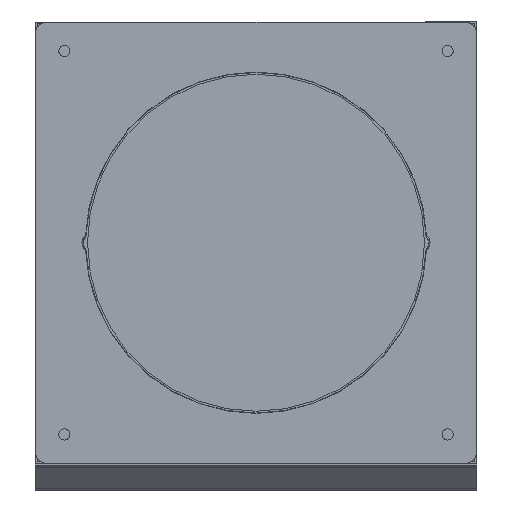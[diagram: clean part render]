
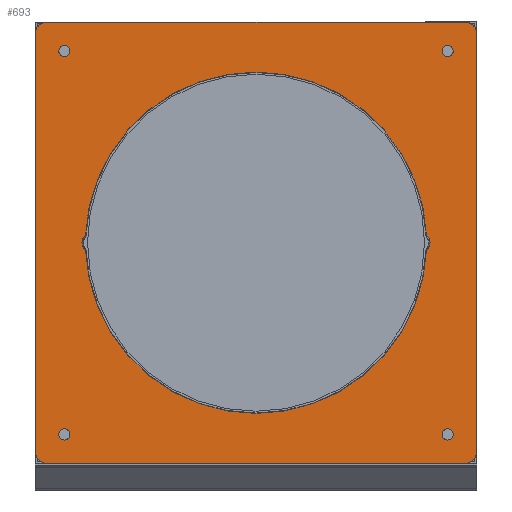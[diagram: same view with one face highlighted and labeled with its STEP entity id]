
A CAD part, left-side view. The second image highlights one B-rep face of the part: STEP entity #693.
In plain terms, the highlighted planar face has unit normal (-1, 0, 0).
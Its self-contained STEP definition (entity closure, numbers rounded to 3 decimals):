
#693=ADVANCED_FACE('',(#1160,#1161,#1162,#1163,#1164,#1165),#1166,.F.);
#1160=FACE_BOUND('',#1628,.T.);
#1161=FACE_BOUND('',#1629,.T.);
#1162=FACE_BOUND('',#1630,.T.);
#1163=FACE_BOUND('',#1631,.T.);
#1164=FACE_OUTER_BOUND('',#1632,.T.);
#1165=FACE_BOUND('',#1633,.T.);
#1166=PLANE('',#1634);
#1628=EDGE_LOOP('',(#3314,#3315,#3316,#3317,#3318,#3319));
#1629=EDGE_LOOP('',(#3320,#3321));
#1630=EDGE_LOOP('',(#3322,#3323));
#1631=EDGE_LOOP('',(#3324,#3325));
#1632=EDGE_LOOP('',(#3326,#3327,#3328,#3329,#3330,#3331,#3332,#3333));
#1633=EDGE_LOOP('',(#3334,#3335));
#1634=AXIS2_PLACEMENT_3D('',#3336,#3337,#3338);
#3314=ORIENTED_EDGE('',*,*,#3953,.T.);
#3315=ORIENTED_EDGE('',*,*,#3972,.T.);
#3316=ORIENTED_EDGE('',*,*,#3907,.T.);
#3317=ORIENTED_EDGE('',*,*,#3990,.F.);
#3318=ORIENTED_EDGE('',*,*,#3931,.F.);
#3319=ORIENTED_EDGE('',*,*,#3920,.F.);
#3320=ORIENTED_EDGE('',*,*,#3925,.T.);
#3321=ORIENTED_EDGE('',*,*,#3922,.T.);
#3322=ORIENTED_EDGE('',*,*,#3943,.F.);
#3323=ORIENTED_EDGE('',*,*,#3941,.F.);
#3324=ORIENTED_EDGE('',*,*,#3959,.F.);
#3325=ORIENTED_EDGE('',*,*,#3957,.F.);
#3326=ORIENTED_EDGE('',*,*,#3965,.T.);
#3327=ORIENTED_EDGE('',*,*,#3928,.F.);
#3328=ORIENTED_EDGE('',*,*,#3937,.T.);
#3329=ORIENTED_EDGE('',*,*,#3946,.T.);
#3330=ORIENTED_EDGE('',*,*,#3991,.T.);
#3331=ORIENTED_EDGE('',*,*,#3992,.F.);
#3332=ORIENTED_EDGE('',*,*,#3975,.F.);
#3333=ORIENTED_EDGE('',*,*,#3963,.T.);
#3334=ORIENTED_EDGE('',*,*,#3993,.T.);
#3335=ORIENTED_EDGE('',*,*,#3994,.T.);
#3336=CARTESIAN_POINT('',(-2.0,0.0,0.0));
#3337=DIRECTION('',(1.0,0.0,0.0));
#3338=DIRECTION('',(0.0,0.0,-1.0));
#3907=EDGE_CURVE('',#4773,#4779,#4781,.F.);
#3920=EDGE_CURVE('',#4805,#4799,#4807,.F.);
#3922=EDGE_CURVE('',#4811,#4809,#4812,.T.);
#3925=EDGE_CURVE('',#4809,#4811,#4816,.T.);
#3928=EDGE_CURVE('',#4819,#4821,#4822,.T.);
#3931=EDGE_CURVE('',#4799,#4826,#4827,.F.);
#3937=EDGE_CURVE('',#4819,#4835,#4837,.T.);
#3941=EDGE_CURVE('',#4843,#4839,#4845,.T.);
#3943=EDGE_CURVE('',#4839,#4843,#4847,.T.);
#3946=EDGE_CURVE('',#4835,#4850,#4852,.T.);
#3953=EDGE_CURVE('',#4805,#4860,#4862,.T.);
#3957=EDGE_CURVE('',#4868,#4864,#4870,.T.);
#3959=EDGE_CURVE('',#4864,#4868,#4872,.T.);
#3963=EDGE_CURVE('',#4874,#4878,#4880,.T.);
#3965=EDGE_CURVE('',#4878,#4821,#4882,.T.);
#3972=EDGE_CURVE('',#4860,#4773,#4889,.F.);
#3975=EDGE_CURVE('',#4874,#4893,#4894,.T.);
#3990=EDGE_CURVE('',#4826,#4779,#4917,.T.);
#3991=EDGE_CURVE('',#4850,#4918,#4919,.T.);
#3992=EDGE_CURVE('',#4893,#4918,#4920,.T.);
#3993=EDGE_CURVE('',#4921,#4922,#4923,.T.);
#3994=EDGE_CURVE('',#4922,#4921,#4924,.T.);
#4773=VERTEX_POINT('',#6193);
#4779=VERTEX_POINT('',#6260);
#4781=CIRCLE('',#6265,73.45);
#4799=VERTEX_POINT('',#6287);
#4805=VERTEX_POINT('',#6354);
#4807=CIRCLE('',#6359,73.45);
#4809=VERTEX_POINT('',#6361);
#4811=VERTEX_POINT('',#6364);
#4812=CIRCLE('',#6365,2.4);
#4816=CIRCLE('',#6370,2.4);
#4819=VERTEX_POINT('',#6373);
#4821=VERTEX_POINT('',#6376);
#4822=CIRCLE('',#6377,5.0);
#4826=VERTEX_POINT('',#6382);
#4827=CIRCLE('',#6383,73.45);
#4835=VERTEX_POINT('',#6455);
#4837=LINE('',#6458,#6459);
#4839=VERTEX_POINT('',#6461);
#4843=VERTEX_POINT('',#6466);
#4845=CIRCLE('',#6469,2.4);
#4847=CIRCLE('',#6471,2.4);
#4850=VERTEX_POINT('',#6474);
#4852=CIRCLE('',#6477,5.0);
#4860=VERTEX_POINT('',#6545);
#4862=ELLIPSE('',#6550,4.,4.);
#4864=VERTEX_POINT('',#6552);
#4868=VERTEX_POINT('',#6557);
#4870=CIRCLE('',#6560,2.4);
#4872=CIRCLE('',#6562,2.4);
#4874=VERTEX_POINT('',#6564);
#4878=VERTEX_POINT('',#6569);
#4880=CIRCLE('',#6572,5.0);
#4882=LINE('',#6575,#6576);
#4889=CIRCLE('',#6583,73.45);
#4893=VERTEX_POINT('',#6588);
#4894=LINE('',#6589,#6590);
#4917=ELLIPSE('',#6739,4.,4.);
#4918=VERTEX_POINT('',#6740);
#4919=LINE('',#6741,#6742);
#4920=CIRCLE('',#6743,5.0);
#4921=VERTEX_POINT('',#6744);
#4922=VERTEX_POINT('',#6745);
#4923=CIRCLE('',#6746,2.4);
#4924=CIRCLE('',#6747,2.4);
#6193=CARTESIAN_POINT('',(-2.0,73.45,0.));
#6260=CARTESIAN_POINT('',(-2.0,3.136,73.383));
#6265=AXIS2_PLACEMENT_3D('',#7572,#7573,#7574);
#6287=CARTESIAN_POINT('',(-2.,-73.45,0.));
#6354=CARTESIAN_POINT('',(-2.,-3.136,-73.383));
#6359=AXIS2_PLACEMENT_3D('',#7595,#7596,#7597);
#6361=CARTESIAN_POINT('',(-2.,-82.5,-84.9));
#6364=CARTESIAN_POINT('',(-2.,-82.5,-80.1));
#6365=AXIS2_PLACEMENT_3D('',#7599,#7600,#7601);
#6370=AXIS2_PLACEMENT_3D('',#7606,#7607,#7608);
#6373=CARTESIAN_POINT('',(-2.,-95.0,-90.0));
#6376=CARTESIAN_POINT('',(-2.,-90.0,-95.0));
#6377=AXIS2_PLACEMENT_3D('',#7613,#7614,#7615);
#6382=CARTESIAN_POINT('',(-2.0,-3.136,73.383));
#6383=AXIS2_PLACEMENT_3D('',#7620,#7621,#7622);
#6455=CARTESIAN_POINT('',(-2.,-95.0,90.0));
#6458=CARTESIAN_POINT('',(-2.,-95.0,-90.0));
#6459=VECTOR('',#7628,180.0);
#6461=CARTESIAN_POINT('',(-2.,-82.5,84.9));
#6466=CARTESIAN_POINT('',(-2.,-82.5,80.1));
#6469=AXIS2_PLACEMENT_3D('',#7634,#7635,#7636);
#6471=AXIS2_PLACEMENT_3D('',#7640,#7641,#7642);
#6474=CARTESIAN_POINT('',(-2.,-90.0,95.0));
#6477=AXIS2_PLACEMENT_3D('',#7647,#7648,#7649);
#6545=CARTESIAN_POINT('',(-2.,3.136,-73.383));
#6550=AXIS2_PLACEMENT_3D('',#7662,#7663,#7664);
#6552=CARTESIAN_POINT('',(-2.,82.5,-84.9));
#6557=CARTESIAN_POINT('',(-2.,82.5,-80.1));
#6560=AXIS2_PLACEMENT_3D('',#7670,#7671,#7672);
#6562=AXIS2_PLACEMENT_3D('',#7676,#7677,#7678);
#6564=CARTESIAN_POINT('',(-2.,95.0,-90.0));
#6569=CARTESIAN_POINT('',(-2.,90.0,-95.0));
#6572=AXIS2_PLACEMENT_3D('',#7684,#7685,#7686);
#6575=CARTESIAN_POINT('',(-2.,90.0,-95.0));
#6576=VECTOR('',#7688,180.0);
#6583=AXIS2_PLACEMENT_3D('',#7707,#7708,#7709);
#6588=CARTESIAN_POINT('',(-2.0,95.0,90.0));
#6589=CARTESIAN_POINT('',(-2.0,95.0,-90.0));
#6590=VECTOR('',#7714,180.0);
#6739=AXIS2_PLACEMENT_3D('',#7741,#7742,#7743);
#6740=CARTESIAN_POINT('',(-2.0,90.0,95.0));
#6741=CARTESIAN_POINT('',(-2.,-90.0,95.0));
#6742=VECTOR('',#7744,180.0);
#6743=AXIS2_PLACEMENT_3D('',#7745,#7746,#7747);
#6744=CARTESIAN_POINT('',(-2.0,82.5,84.9));
#6745=CARTESIAN_POINT('',(-2.0,82.5,80.1));
#6746=AXIS2_PLACEMENT_3D('',#7748,#7749,#7750);
#6747=AXIS2_PLACEMENT_3D('',#7751,#7752,#7753);
#7572=CARTESIAN_POINT('',(-2.0,0.,0.0));
#7573=DIRECTION('',(-1.0,-0.0,0.0));
#7574=DIRECTION('',(0.0,-1.0,0.0));
#7595=CARTESIAN_POINT('',(-2.0,0.,0.));
#7596=DIRECTION('',(1.0,0.,0.));
#7597=DIRECTION('',(0.,1.0,0.));
#7599=CARTESIAN_POINT('',(-2.,-82.5,-82.5));
#7600=DIRECTION('',(1.0,0.,0.));
#7601=DIRECTION('',(0.,0.,1.0));
#7606=CARTESIAN_POINT('',(-2.,-82.5,-82.5));
#7607=DIRECTION('',(1.0,0.,0.));
#7608=DIRECTION('',(0.,0.,-1.0));
#7613=CARTESIAN_POINT('',(-2.,-90.0,-90.0));
#7614=DIRECTION('',(1.0,0.,0.));
#7615=DIRECTION('',(0.,-1.0,0.));
#7620=CARTESIAN_POINT('',(-2.0,0.,0.));
#7621=DIRECTION('',(1.0,0.,0.));
#7622=DIRECTION('',(0.,1.0,0.));
#7628=DIRECTION('',(0.,0.,1.0));
#7634=CARTESIAN_POINT('',(-2.,-82.5,82.5));
#7635=DIRECTION('',(-1.0,0.,0.));
#7636=DIRECTION('',(0.,0.,-1.0));
#7640=CARTESIAN_POINT('',(-2.,-82.5,82.5));
#7641=DIRECTION('',(-1.0,0.,0.));
#7642=DIRECTION('',(0.,0.,1.0));
#7647=CARTESIAN_POINT('',(-2.,-90.0,90.0));
#7648=DIRECTION('',(-1.0,0.,0.));
#7649=DIRECTION('',(0.,-1.0,0.));
#7662=CARTESIAN_POINT('',(-2.,0.,-70.9));
#7663=DIRECTION('',(1.0,0.,0.));
#7664=DIRECTION('',(0.,0.,-1.0));
#7670=CARTESIAN_POINT('',(-2.,82.5,-82.5));
#7671=DIRECTION('',(-1.0,0.,0.));
#7672=DIRECTION('',(0.,0.,1.0));
#7676=CARTESIAN_POINT('',(-2.,82.5,-82.5));
#7677=DIRECTION('',(-1.0,0.,0.));
#7678=DIRECTION('',(0.,0.,-1.0));
#7684=CARTESIAN_POINT('',(-2.,90.0,-90.0));
#7685=DIRECTION('',(-1.0,0.,0.));
#7686=DIRECTION('',(0.,1.0,0.));
#7688=DIRECTION('',(0.,-1.0,0.));
#7707=CARTESIAN_POINT('',(-2.0,0.,0.0));
#7708=DIRECTION('',(-1.0,-0.0,0.0));
#7709=DIRECTION('',(0.0,-1.0,0.0));
#7714=DIRECTION('',(0.0,0.0,1.0));
#7741=CARTESIAN_POINT('',(-2.0,0.,70.9));
#7742=DIRECTION('',(-1.0,0.0,0.0));
#7743=DIRECTION('',(0.0,0.,1.0));
#7744=DIRECTION('',(0.,1.0,0.));
#7745=CARTESIAN_POINT('',(-2.,90.0,90.0));
#7746=DIRECTION('',(1.0,0.0,0.0));
#7747=DIRECTION('',(0.0,1.0,0.0));
#7748=CARTESIAN_POINT('',(-2.0,82.5,82.5));
#7749=DIRECTION('',(1.0,0.0,-0.0));
#7750=DIRECTION('',(0.0,0.0,1.0));
#7751=CARTESIAN_POINT('',(-2.0,82.5,82.5));
#7752=DIRECTION('',(1.0,0.0,0.0));
#7753=DIRECTION('',(0.0,0.0,-1.0));
